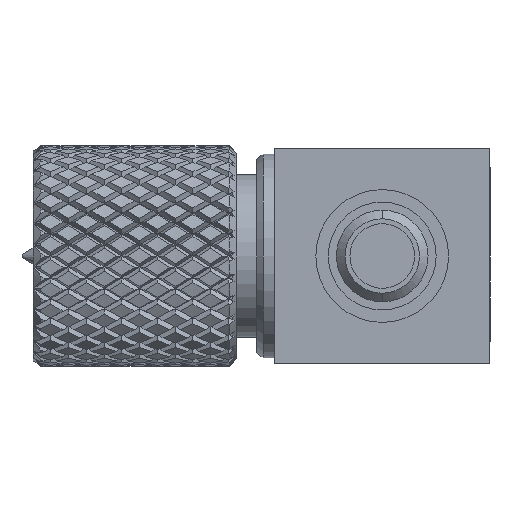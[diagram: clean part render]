
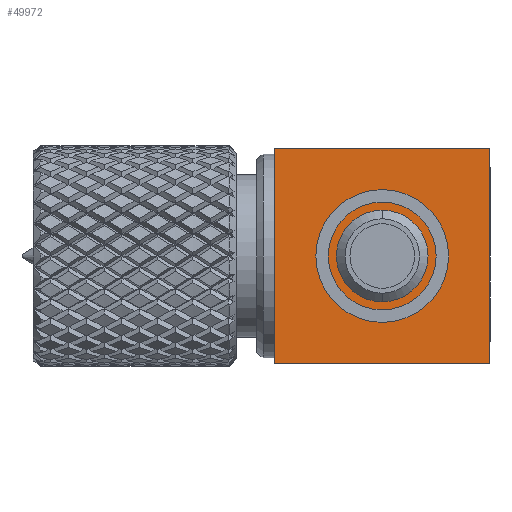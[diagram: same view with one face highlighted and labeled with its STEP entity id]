
A CAD part, front view. The second image highlights one B-rep face of the part: STEP entity #49972.
In plain terms, the highlighted planar face has unit normal (0, -1, 0).
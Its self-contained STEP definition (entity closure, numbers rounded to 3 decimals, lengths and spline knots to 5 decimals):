
#1625 = DIRECTION ( 'NONE',  ( 1., 0., 0. ) ) ;
#2226 = CARTESIAN_POINT ( 'NONE',  ( 0.125, -0.125, -0.125 ) ) ;
#2484 = VECTOR ( 'NONE', #50931, 39.37008 ) ;
#6156 = DIRECTION ( 'NONE',  ( 0., 0., 1. ) ) ;
#10924 = DIRECTION ( 'NONE',  ( 0., 1., 0. ) ) ;
#11013 = AXIS2_PLACEMENT_3D ( 'NONE', #67102, #73610, #6156 ) ;
#14740 = VERTEX_POINT ( 'NONE', #15860 ) ;
#15860 = CARTESIAN_POINT ( 'NONE',  ( 0., -0.125, 0.05315 ) ) ;
#17131 = CARTESIAN_POINT ( 'NONE',  ( -0.125, -0.125, 0.125 ) ) ;
#18694 = LINE ( 'NONE', #66087, #19722 ) ;
#19722 = VECTOR ( 'NONE', #41424, 39.37008 ) ;
#21428 = VERTEX_POINT ( 'NONE', #71087 ) ;
#21978 = VERTEX_POINT ( 'NONE', #23830 ) ;
#22837 = ORIENTED_EDGE ( 'NONE', *, *, #42551, .F. ) ;
#23644 = EDGE_CURVE ( 'NONE', #64275, #14740, #37910, .T. ) ;
#23725 = VERTEX_POINT ( 'NONE', #32148 ) ;
#23830 = CARTESIAN_POINT ( 'NONE',  ( -0.125, -0.125, 0.125 ) ) ;
#25291 = VECTOR ( 'NONE', #1625, 39.37008 ) ;
#25406 = AXIS2_PLACEMENT_3D ( 'NONE', #17131, #10924, #48814 ) ;
#26680 = LINE ( 'NONE', #56694, #2484 ) ;
#28273 = CARTESIAN_POINT ( 'NONE',  ( 0., -0.125, -0.05315 ) ) ;
#30732 = DIRECTION ( 'NONE',  ( 0., -1., 0. ) ) ;
#31628 = AXIS2_PLACEMENT_3D ( 'NONE', #62137, #30732, #74861 ) ;
#32148 = CARTESIAN_POINT ( 'NONE',  ( -0.125, -0.125, -0.125 ) ) ;
#33534 = FACE_OUTER_BOUND ( 'NONE', #46811, .T. ) ;
#33550 = CARTESIAN_POINT ( 'NONE',  ( -0.125, -0.125, 0.125 ) ) ;
#36235 = EDGE_CURVE ( 'NONE', #21978, #23725, #26680, .T. ) ;
#36605 = PLANE ( 'NONE',  #25406 ) ;
#37910 = CIRCLE ( 'NONE', #11013, 0.05315 ) ;
#38544 = ORIENTED_EDGE ( 'NONE', *, *, #39693, .T. ) ;
#39693 = EDGE_CURVE ( 'NONE', #23725, #70457, #18694, .T. ) ;
#40872 = DIRECTION ( 'NONE',  ( 0., 0., -1. ) ) ;
#41424 = DIRECTION ( 'NONE',  ( 1., 0., 0. ) ) ;
#41750 = LINE ( 'NONE', #33550, #25291 ) ;
#42551 = EDGE_CURVE ( 'NONE', #14740, #64275, #45588, .T. ) ;
#45588 = CIRCLE ( 'NONE', #31628, 0.05315 ) ;
#46523 = ORIENTED_EDGE ( 'NONE', *, *, #52464, .F. ) ;
#46811 = EDGE_LOOP ( 'NONE', ( #38544, #46523, #48500, #47145 ) ) ;
#47145 = ORIENTED_EDGE ( 'NONE', *, *, #36235, .T. ) ;
#48500 = ORIENTED_EDGE ( 'NONE', *, *, #57165, .F. ) ;
#48814 = DIRECTION ( 'NONE',  ( 0., 0., 1. ) ) ;
#49972 = ADVANCED_FACE ( 'NONE', ( #64578, #33534 ), #36605, .F. ) ;
#50931 = DIRECTION ( 'NONE',  ( 0., 0., -1. ) ) ;
#52331 = ORIENTED_EDGE ( 'NONE', *, *, #23644, .F. ) ;
#52464 = EDGE_CURVE ( 'NONE', #21428, #70457, #58566, .T. ) ;
#56694 = CARTESIAN_POINT ( 'NONE',  ( -0.125, -0.125, 0.125 ) ) ;
#56925 = EDGE_LOOP ( 'NONE', ( #22837, #52331 ) ) ;
#57165 = EDGE_CURVE ( 'NONE', #21978, #21428, #41750, .T. ) ;
#58566 = LINE ( 'NONE', #77957, #77870 ) ;
#62137 = CARTESIAN_POINT ( 'NONE',  ( 0., -0.125, 0. ) ) ;
#64275 = VERTEX_POINT ( 'NONE', #28273 ) ;
#64578 = FACE_BOUND ( 'NONE', #56925, .T. ) ;
#66087 = CARTESIAN_POINT ( 'NONE',  ( -0.125, -0.125, -0.125 ) ) ;
#67102 = CARTESIAN_POINT ( 'NONE',  ( 0., -0.125, 0. ) ) ;
#70457 = VERTEX_POINT ( 'NONE', #2226 ) ;
#71087 = CARTESIAN_POINT ( 'NONE',  ( 0.125, -0.125, 0.125 ) ) ;
#73610 = DIRECTION ( 'NONE',  ( 0., -1., 0. ) ) ;
#74861 = DIRECTION ( 'NONE',  ( 0., 0., 1. ) ) ;
#77870 = VECTOR ( 'NONE', #40872, 39.37008 ) ;
#77957 = CARTESIAN_POINT ( 'NONE',  ( 0.125, -0.125, 0.125 ) ) ;
